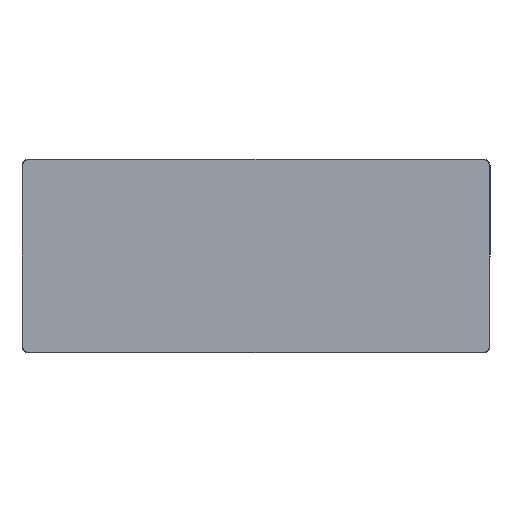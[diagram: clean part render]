
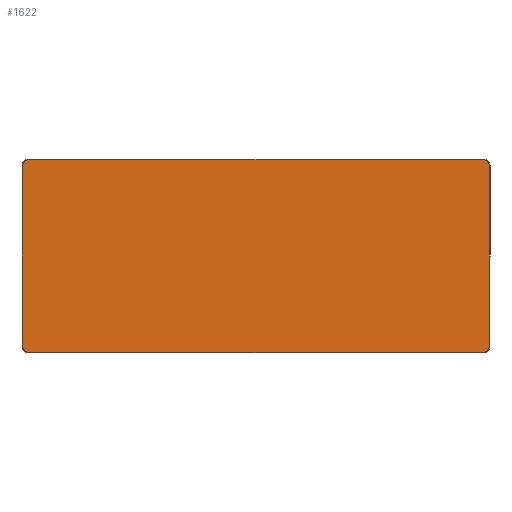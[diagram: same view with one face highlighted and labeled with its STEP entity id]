
A CAD part, front view. The second image highlights one B-rep face of the part: STEP entity #1622.
In plain terms, the highlighted planar face has unit normal (0, -1, 0).
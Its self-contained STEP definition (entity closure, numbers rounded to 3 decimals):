
#10 = EDGE_CURVE ( 'NONE', #205, #786, #158, .T. ) ;
#25 = EDGE_CURVE ( 'NONE', #1620, #1482, #729, .T. ) ;
#38 = VERTEX_POINT ( 'NONE', #291 ) ;
#55 = FACE_OUTER_BOUND ( 'NONE', #396, .T. ) ;
#67 = EDGE_CURVE ( 'NONE', #124, #671, #1778, .T. ) ;
#84 = AXIS2_PLACEMENT_3D ( 'NONE', #466, #178, #630 ) ;
#87 = CIRCLE ( 'NONE', #335, 3.5 ) ;
#90 = DIRECTION ( 'NONE',  ( 0., -1., 0. ) ) ;
#124 = VERTEX_POINT ( 'NONE', #652 ) ;
#158 = LINE ( 'NONE', #752, #1380 ) ;
#178 = DIRECTION ( 'NONE',  ( 0., 1., 0. ) ) ;
#179 = CARTESIAN_POINT ( 'NONE',  ( 139.5, 0., -54. ) ) ;
#205 = VERTEX_POINT ( 'NONE', #179 ) ;
#216 = ORIENTED_EDGE ( 'NONE', *, *, #67, .T. ) ;
#221 = EDGE_CURVE ( 'NONE', #1178, #205, #1531, .T. ) ;
#235 = ORIENTED_EDGE ( 'NONE', *, *, #221, .T. ) ;
#255 = DIRECTION ( 'NONE',  ( 1., 0., 0. ) ) ;
#260 = ORIENTED_EDGE ( 'NONE', *, *, #1625, .T. ) ;
#290 = DIRECTION ( 'NONE',  ( 0., 0., 1. ) ) ;
#291 = CARTESIAN_POINT ( 'NONE',  ( -136., 0., -57.5 ) ) ;
#317 = CARTESIAN_POINT ( 'NONE',  ( 0., 0., 57.5 ) ) ;
#321 = CARTESIAN_POINT ( 'NONE',  ( 136., 0., 54. ) ) ;
#335 = AXIS2_PLACEMENT_3D ( 'NONE', #1049, #758, #596 ) ;
#366 = CARTESIAN_POINT ( 'NONE',  ( 139.5, 0., 54. ) ) ;
#393 = CARTESIAN_POINT ( 'NONE',  ( -136., 0., -54. ) ) ;
#396 = EDGE_LOOP ( 'NONE', ( #1358, #260, #216, #1560, #1660, #235, #1268, #807 ) ) ;
#411 = CARTESIAN_POINT ( 'NONE',  ( -136., 0., 57.5 ) ) ;
#453 = PLANE ( 'NONE',  #84 ) ;
#466 = CARTESIAN_POINT ( 'NONE',  ( 0., 0., 0. ) ) ;
#479 = VECTOR ( 'NONE', #255, 1000. ) ;
#596 = DIRECTION ( 'NONE',  ( 0., 0., 1. ) ) ;
#630 = DIRECTION ( 'NONE',  ( 0., 0., 1. ) ) ;
#652 = CARTESIAN_POINT ( 'NONE',  ( -139.5, 0., 54. ) ) ;
#671 = VERTEX_POINT ( 'NONE', #1367 ) ;
#691 = EDGE_CURVE ( 'NONE', #786, #1620, #1533, .T. ) ;
#729 = LINE ( 'NONE', #317, #1304 ) ;
#752 = CARTESIAN_POINT ( 'NONE',  ( 139.5, 0., 0. ) ) ;
#758 = DIRECTION ( 'NONE',  ( 0., -1., 0. ) ) ;
#786 = VERTEX_POINT ( 'NONE', #366 ) ;
#798 = LINE ( 'NONE', #1835, #479 ) ;
#807 = ORIENTED_EDGE ( 'NONE', *, *, #691, .T. ) ;
#858 = EDGE_CURVE ( 'NONE', #38, #1178, #798, .T. ) ;
#917 = DIRECTION ( 'NONE',  ( 0., 0., -1. ) ) ;
#1027 = CARTESIAN_POINT ( 'NONE',  ( 136., 0., -54. ) ) ;
#1049 = CARTESIAN_POINT ( 'NONE',  ( -136., 0., 54. ) ) ;
#1071 = DIRECTION ( 'NONE',  ( -1., 0., 0. ) ) ;
#1178 = VERTEX_POINT ( 'NONE', #1327 ) ;
#1197 = CARTESIAN_POINT ( 'NONE',  ( 136., 0., 57.5 ) ) ;
#1218 = DIRECTION ( 'NONE',  ( 0., 0., 1. ) ) ;
#1268 = ORIENTED_EDGE ( 'NONE', *, *, #10, .T. ) ;
#1277 = AXIS2_PLACEMENT_3D ( 'NONE', #321, #1502, #1218 ) ;
#1304 = VECTOR ( 'NONE', #1071, 1000. ) ;
#1324 = CARTESIAN_POINT ( 'NONE',  ( -139.5, 0., 0. ) ) ;
#1327 = CARTESIAN_POINT ( 'NONE',  ( 136., 0., -57.5 ) ) ;
#1358 = ORIENTED_EDGE ( 'NONE', *, *, #25, .T. ) ;
#1367 = CARTESIAN_POINT ( 'NONE',  ( -139.5, 0., -54. ) ) ;
#1380 = VECTOR ( 'NONE', #1665, 1000. ) ;
#1390 = AXIS2_PLACEMENT_3D ( 'NONE', #393, #90, #1716 ) ;
#1482 = VERTEX_POINT ( 'NONE', #411 ) ;
#1502 = DIRECTION ( 'NONE',  ( 0., -1., 0. ) ) ;
#1531 = CIRCLE ( 'NONE', #1857, 3.5 ) ;
#1533 = CIRCLE ( 'NONE', #1277, 3.5 ) ;
#1560 = ORIENTED_EDGE ( 'NONE', *, *, #1822, .T. ) ;
#1620 = VERTEX_POINT ( 'NONE', #1197 ) ;
#1622 = ADVANCED_FACE ( 'NONE', ( #55 ), #453, .F. ) ;
#1625 = EDGE_CURVE ( 'NONE', #1482, #124, #87, .T. ) ;
#1660 = ORIENTED_EDGE ( 'NONE', *, *, #858, .T. ) ;
#1665 = DIRECTION ( 'NONE',  ( 0., 0., 1. ) ) ;
#1716 = DIRECTION ( 'NONE',  ( 0., 0., 1. ) ) ;
#1778 = LINE ( 'NONE', #1324, #1806 ) ;
#1789 = DIRECTION ( 'NONE',  ( 0., -1., 0. ) ) ;
#1806 = VECTOR ( 'NONE', #917, 1000. ) ;
#1813 = CIRCLE ( 'NONE', #1390, 3.5 ) ;
#1822 = EDGE_CURVE ( 'NONE', #671, #38, #1813, .T. ) ;
#1835 = CARTESIAN_POINT ( 'NONE',  ( 0., 0., -57.5 ) ) ;
#1857 = AXIS2_PLACEMENT_3D ( 'NONE', #1027, #1789, #290 ) ;
